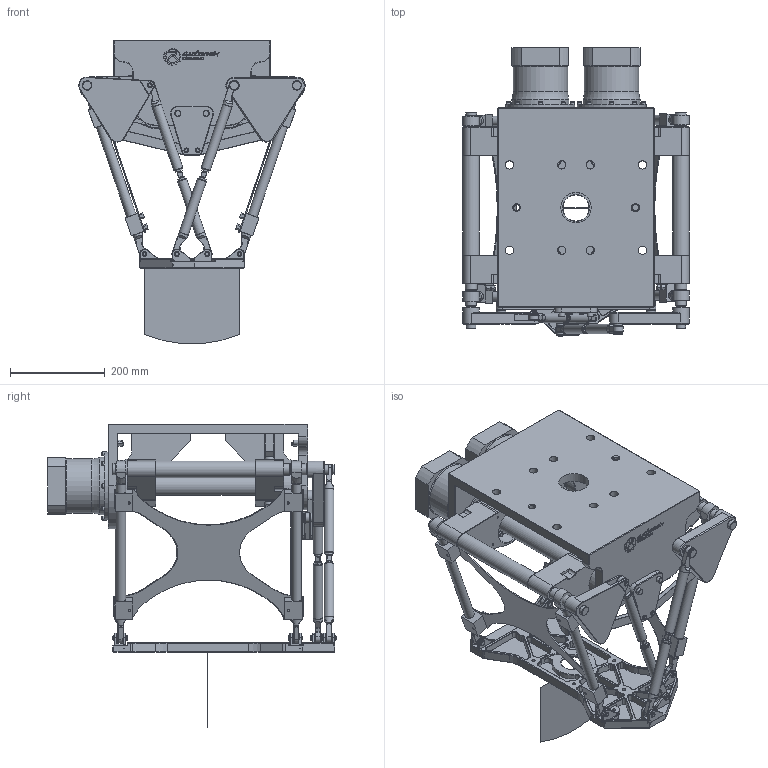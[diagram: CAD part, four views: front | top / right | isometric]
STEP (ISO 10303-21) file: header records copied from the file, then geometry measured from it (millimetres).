
FILE_DESCRIPTION(/* description */ ('Norm.iam Teamplte'),/* implementation_level */ '2;1');
FILE_NAME(/* name */ '3D-model_A_00889.stp',/* time_stamp */ '2023-06-22T12:53:24+02:00',/* author */ ('julien.ihle'),/* organization */ (''),/* preprocessor_version */ 'ST-DEVELOPER v16.5',/* originating_system */ 'Autodesk Inventor 2017',/* authorisation */ '');
FILE_SCHEMA (('AUTOMOTIVE_DESIGN { 1 0 10303 214 3 1 1 }'));
Products named in the file (12): A_00889_DUMMY DuoPod Robotermechanik RV2-200-6kg; MT_WST00050604MT_WST; MT_WST00114489 Dummy-Kopfplatte; MT_WST00107342 Getriebe; MT_WST00112649 Dummy-Oberarm; MT_WST00114165 Dummy-Aufnahme-2; MT_WST00053813MT_WST; MT_WST00114164 Dummy-Werkzeugträger; MT_WST00112648 Dummy-Parallelogrammarm 1; MT_WST00053811MT_WST; MT_WST00114167 Dummy-Aufnahme 3; MT_WST00114166 Dummy-Aufnahme-1
Assembly tree (16 placements, depth 2):
  A_00889_DUMMY DuoPod Robotermechanik RV2-200-6kg
    MT_WST00050604MT_WST
    MT_WST00114489 Dummy-Kopfplatte
    MT_WST00107342 Getriebe  x2
    MT_WST00112649 Dummy-Oberarm  x2
    MT_WST00114165 Dummy-Aufnahme-2
    MT_WST00053813MT_WST  x2
    MT_WST00114164 Dummy-Werkzeugträger
    MT_WST00112648 Dummy-Parallelogrammarm 1  x2
    MT_WST00053811MT_WST  x2
    MT_WST00114167 Dummy-Aufnahme 3
    MT_WST00114166 Dummy-Aufnahme-1
Bounding box: 476.72 x 607.3 x 639.19 mm (x, y, z)
Volume: 15699115.7 mm3; surface area: 2010251.3 mm2
Topology: 18 solids, 40 shells, 3047 faces, 7156 edges, 4530 vertices
Faces by surface type: plane 1574, cylinder 877, cone 448, torus 124, bspline 24
Full cylindrical faces by diameter (mm): 2 x24, 3 x12, 4.134 x3, 4.917 x22, 5 x16, 5.188 x24, 6.647 x16, 7.5 x2, 8 x42, 8.5 x32, 9.6 x2, 10 x48, 10.25 x9, 12 x12, 13 x2, 15 x18, 16 x4, 17.5 x8, 18 x40, 19 x10, 19.8 x4, 20 x30, 23 x4, 25 x4, 35 x4, 40 x4, 42 x4, 50 x2, 55 x1, 57.17 x1
Entity records: 70234 total; most frequent: CARTESIAN_POINT 15362, DIRECTION 11344, ORIENTED_EDGE 9776, EDGE_CURVE 4886, AXIS2_PLACEMENT_3D 4185, VERTEX_POINT 3343, EDGE_LOOP 3211, LINE 2974
